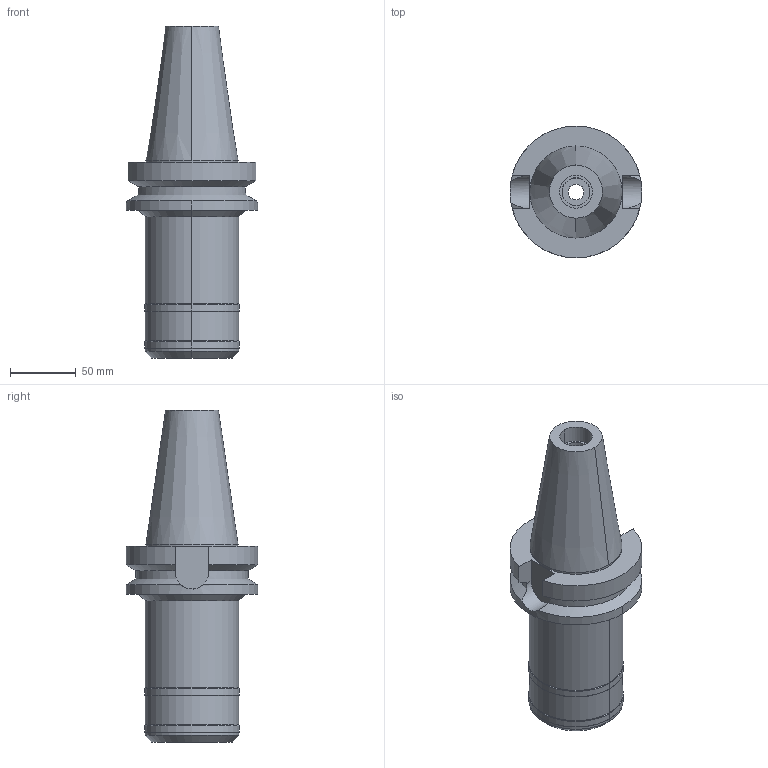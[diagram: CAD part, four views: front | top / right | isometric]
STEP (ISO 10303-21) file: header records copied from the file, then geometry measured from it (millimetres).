
FILE_DESCRIPTION((''),'2;1');
FILE_NAME('BBT50-ISL32-150','2018-08-31T',('ykawabe'),(''),'CREO PARAMETRIC BY PTC INC, 2016380','CREO PARAMETRIC BY PTC INC, 2016380','');
FILE_SCHEMA(('AUTOMOTIVE_DESIGN { 1 0 10303 214 1 1 1 1 }'));
Length unit declared in the file: millimetre
Products named in the file (1): BBT50-ISL32-150
Bounding box: 100 x 100 x 251.8 mm (x, y, z)
Volume: 815449.1 mm3; surface area: 88662.7 mm2
Topology: 1 solids, 1 shells, 61 faces, 149 edges, 95 vertices
Faces by surface type: cylinder 30, cone 18, plane 13
Entity records: 2589 total; most frequent: CARTESIAN_POINT 380, DIRECTION 340, ORIENTED_EDGE 298, PRESENTATION_STYLE_ASSIGNMENT 154, STYLED_ITEM 154, CURVE_STYLE 153, EDGE_CURVE 149, AXIS2_PLACEMENT_3D 140
